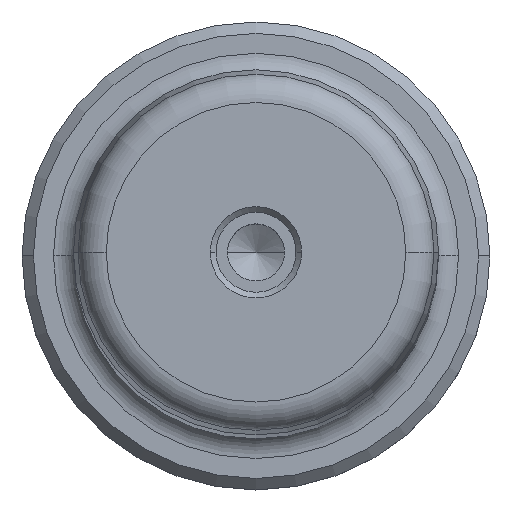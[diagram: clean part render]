
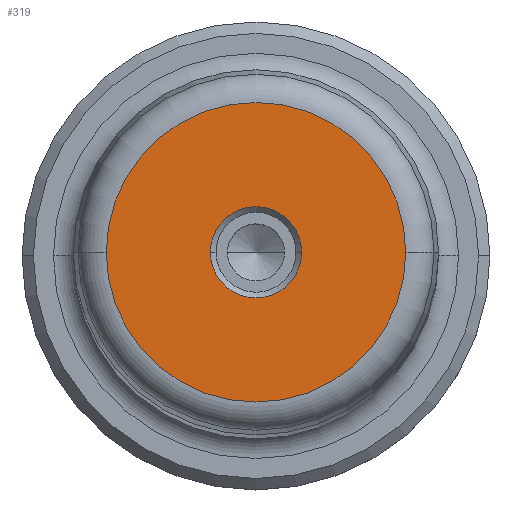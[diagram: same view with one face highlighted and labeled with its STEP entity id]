
A CAD part, top view. The second image highlights one B-rep face of the part: STEP entity #319.
In plain terms, the highlighted planar face has unit normal (0, 0, 1).
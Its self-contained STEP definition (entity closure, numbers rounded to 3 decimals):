
#24 = ORIENTED_EDGE ( 'NONE', *, *, #1810, .T. ) ;
#191 = AXIS2_PLACEMENT_3D ( 'NONE', #2081, #944, #2271 ) ;
#319 = ADVANCED_FACE ( 'NONE', ( #537, #1982 ), #2235, .T. ) ;
#324 = CARTESIAN_POINT ( 'NONE',  ( 0., 0., 220. ) ) ;
#351 = CARTESIAN_POINT ( 'NONE',  ( 0., 0., 220. ) ) ;
#365 = EDGE_CURVE ( 'NONE', #1696, #688, #978, .T. ) ;
#427 = EDGE_LOOP ( 'NONE', ( #2253, #24 ) ) ;
#483 = CIRCLE ( 'NONE', #191, 4. ) ;
#496 = EDGE_CURVE ( 'NONE', #1635, #499, #1543, .T. ) ;
#499 = VERTEX_POINT ( 'NONE', #1541 ) ;
#520 = AXIS2_PLACEMENT_3D ( 'NONE', #723, #1472, #2420 ) ;
#521 = DIRECTION ( 'NONE',  ( 1., 0., 0. ) ) ;
#537 = FACE_BOUND ( 'NONE', #427, .T. ) ;
#548 = DIRECTION ( 'NONE',  ( 1., 0., 0. ) ) ;
#582 = CARTESIAN_POINT ( 'NONE',  ( 13.124, 0., 220. ) ) ;
#611 = DIRECTION ( 'NONE',  ( 0., 0., -1. ) ) ;
#680 = AXIS2_PLACEMENT_3D ( 'NONE', #351, #1682, #548 ) ;
#688 = VERTEX_POINT ( 'NONE', #582 ) ;
#723 = CARTESIAN_POINT ( 'NONE',  ( 0., 0., 220. ) ) ;
#749 = CARTESIAN_POINT ( 'NONE',  ( -13.124, 0., 220. ) ) ;
#795 = EDGE_LOOP ( 'NONE', ( #1728, #1802 ) ) ;
#944 = DIRECTION ( 'NONE',  ( 0., 0., -1. ) ) ;
#978 = CIRCLE ( 'NONE', #680, 13.124 ) ;
#1472 = DIRECTION ( 'NONE',  ( 0., 0., 1. ) ) ;
#1541 = CARTESIAN_POINT ( 'NONE',  ( -4., 0., 220. ) ) ;
#1543 = CIRCLE ( 'NONE', #2321, 4. ) ;
#1583 = EDGE_CURVE ( 'NONE', #688, #1696, #2075, .T. ) ;
#1635 = VERTEX_POINT ( 'NONE', #1855 ) ;
#1651 = AXIS2_PLACEMENT_3D ( 'NONE', #324, #1655, #521 ) ;
#1655 = DIRECTION ( 'NONE',  ( 0., 0., 1. ) ) ;
#1682 = DIRECTION ( 'NONE',  ( 0., 0., 1. ) ) ;
#1696 = VERTEX_POINT ( 'NONE', #749 ) ;
#1728 = ORIENTED_EDGE ( 'NONE', *, *, #1583, .T. ) ;
#1735 = CARTESIAN_POINT ( 'NONE',  ( 0., 0., 220. ) ) ;
#1802 = ORIENTED_EDGE ( 'NONE', *, *, #365, .T. ) ;
#1810 = EDGE_CURVE ( 'NONE', #499, #1635, #483, .T. ) ;
#1855 = CARTESIAN_POINT ( 'NONE',  ( 4., 0., 220. ) ) ;
#1921 = DIRECTION ( 'NONE',  ( 1., 0., 0. ) ) ;
#1982 = FACE_OUTER_BOUND ( 'NONE', #795, .T. ) ;
#2075 = CIRCLE ( 'NONE', #1651, 13.124 ) ;
#2081 = CARTESIAN_POINT ( 'NONE',  ( 0., 0., 220. ) ) ;
#2235 = PLANE ( 'NONE',  #520 ) ;
#2253 = ORIENTED_EDGE ( 'NONE', *, *, #496, .T. ) ;
#2271 = DIRECTION ( 'NONE',  ( 1., 0., 0. ) ) ;
#2321 = AXIS2_PLACEMENT_3D ( 'NONE', #1735, #611, #1921 ) ;
#2420 = DIRECTION ( 'NONE',  ( 1., 0., 0. ) ) ;
